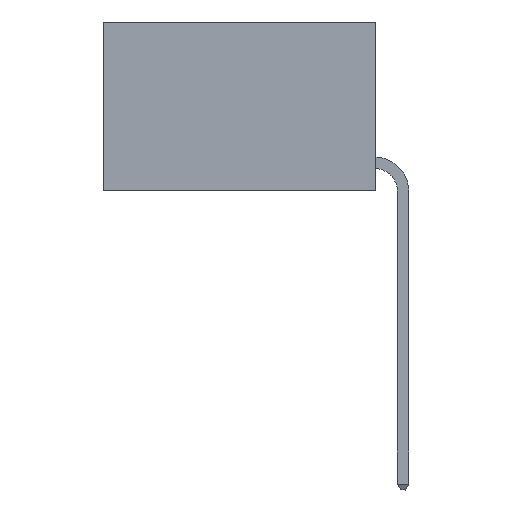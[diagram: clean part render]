
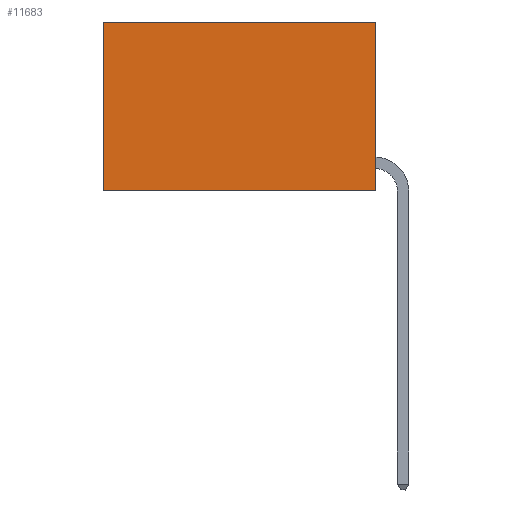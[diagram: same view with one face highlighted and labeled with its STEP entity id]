
A CAD part, left-side view. The second image highlights one B-rep face of the part: STEP entity #11683.
In plain terms, the highlighted planar face has unit normal (-1, 0, 0).
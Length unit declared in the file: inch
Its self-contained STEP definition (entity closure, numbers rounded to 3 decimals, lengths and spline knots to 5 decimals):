
#15 = ORIENTED_EDGE ( 'NONE', *, *, #11874, .T. ) ;
#283 = CARTESIAN_POINT ( 'NONE',  ( 0.2625, 0.6, 0. ) ) ;
#1142 = CARTESIAN_POINT ( 'NONE',  ( 0.2625, 0., 0. ) ) ;
#1832 = LINE ( 'NONE', #1142, #2547 ) ;
#1882 = ORIENTED_EDGE ( 'NONE', *, *, #6882, .F. ) ;
#2053 = EDGE_CURVE ( 'NONE', #18073, #23013, #9977, .T. ) ;
#2130 = DIRECTION ( 'NONE',  ( 0., 0., -1. ) ) ;
#2547 = VECTOR ( 'NONE', #10021, 39.37008 ) ;
#3366 = VECTOR ( 'NONE', #5805, 39.37008 ) ;
#3562 = CARTESIAN_POINT ( 'NONE',  ( 0.2625, 0., -0.37 ) ) ;
#3626 = DIRECTION ( 'NONE',  ( 1., 0., 0. ) ) ;
#4520 = EDGE_LOOP ( 'NONE', ( #15, #22912, #1882, #4727 ) ) ;
#4727 = ORIENTED_EDGE ( 'NONE', *, *, #28087, .T. ) ;
#5805 = DIRECTION ( 'NONE',  ( 0., 1., 0. ) ) ;
#6882 = EDGE_CURVE ( 'NONE', #8488, #18073, #1832, .T. ) ;
#8488 = VERTEX_POINT ( 'NONE', #13385 ) ;
#8718 = CARTESIAN_POINT ( 'NONE',  ( 0.2625, 0., 0. ) ) ;
#9977 = LINE ( 'NONE', #3562, #3366 ) ;
#10021 = DIRECTION ( 'NONE',  ( 0., 0., -1. ) ) ;
#11426 = FACE_OUTER_BOUND ( 'NONE', #4520, .T. ) ;
#11683 = ADVANCED_FACE ( 'NONE', ( #11426 ), #12541, .F. ) ;
#11874 = EDGE_CURVE ( 'NONE', #27035, #23013, #23587, .T. ) ;
#12541 = PLANE ( 'NONE',  #21476 ) ;
#13385 = CARTESIAN_POINT ( 'NONE',  ( 0.2625, 0., 0. ) ) ;
#14587 = VECTOR ( 'NONE', #19868, 39.37008 ) ;
#14795 = DIRECTION ( 'NONE',  ( 0., 0., -1. ) ) ;
#17687 = VECTOR ( 'NONE', #2130, 39.37008 ) ;
#18073 = VERTEX_POINT ( 'NONE', #21567 ) ;
#19868 = DIRECTION ( 'NONE',  ( 0., 1., 0. ) ) ;
#20468 = LINE ( 'NONE', #8718, #14587 ) ;
#21476 = AXIS2_PLACEMENT_3D ( 'NONE', #23620, #3626, #14795 ) ;
#21567 = CARTESIAN_POINT ( 'NONE',  ( 0.2625, 0., -0.37 ) ) ;
#22912 = ORIENTED_EDGE ( 'NONE', *, *, #2053, .F. ) ;
#23013 = VERTEX_POINT ( 'NONE', #24209 ) ;
#23587 = LINE ( 'NONE', #28747, #17687 ) ;
#23620 = CARTESIAN_POINT ( 'NONE',  ( 0.2625, 0., 0. ) ) ;
#24209 = CARTESIAN_POINT ( 'NONE',  ( 0.2625, 0.6, -0.37 ) ) ;
#27035 = VERTEX_POINT ( 'NONE', #283 ) ;
#28087 = EDGE_CURVE ( 'NONE', #8488, #27035, #20468, .T. ) ;
#28747 = CARTESIAN_POINT ( 'NONE',  ( 0.2625, 0.6, 0. ) ) ;
